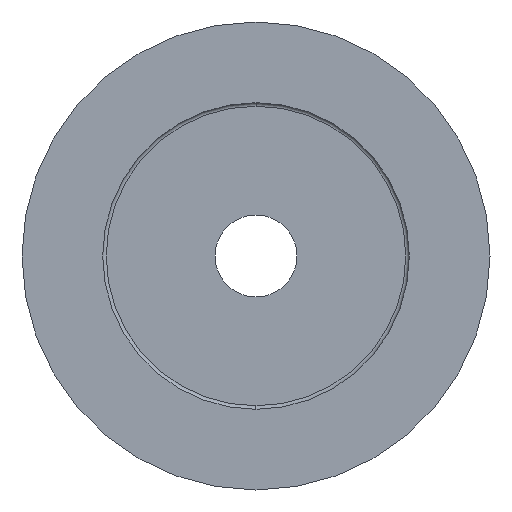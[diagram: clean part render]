
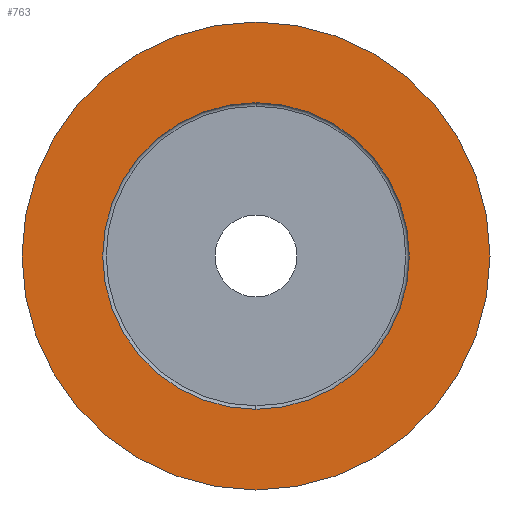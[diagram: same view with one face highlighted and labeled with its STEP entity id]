
A CAD part, left-side view. The second image highlights one B-rep face of the part: STEP entity #763.
In plain terms, the highlighted planar face has unit normal (-1, 0, 0).
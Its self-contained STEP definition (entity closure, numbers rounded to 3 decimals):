
#3 = EDGE_CURVE ( 'NONE', #421, #161, #478, .T. ) ;
#28 = DIRECTION ( 'NONE',  ( 0., 0., -1. ) ) ;
#48 = ORIENTED_EDGE ( 'NONE', *, *, #3, .F. ) ;
#52 = CIRCLE ( 'NONE', #64, 13.1 ) ;
#64 = AXIS2_PLACEMENT_3D ( 'NONE', #333, #485, #462 ) ;
#72 = AXIS2_PLACEMENT_3D ( 'NONE', #444, #859, #845 ) ;
#133 = EDGE_CURVE ( 'NONE', #161, #421, #52, .T. ) ;
#138 = CARTESIAN_POINT ( 'NONE',  ( 0., 0., 13.1 ) ) ;
#142 = AXIS2_PLACEMENT_3D ( 'NONE', #807, #853, #586 ) ;
#161 = VERTEX_POINT ( 'NONE', #268 ) ;
#166 = ORIENTED_EDGE ( 'NONE', *, *, #208, .T. ) ;
#191 = CARTESIAN_POINT ( 'NONE',  ( 0., 0., -20. ) ) ;
#208 = EDGE_CURVE ( 'NONE', #315, #331, #487, .T. ) ;
#212 = FACE_BOUND ( 'NONE', #883, .T. ) ;
#213 = CIRCLE ( 'NONE', #663, 20. ) ;
#268 = CARTESIAN_POINT ( 'NONE',  ( 0., 0., -13.1 ) ) ;
#292 = EDGE_LOOP ( 'NONE', ( #498, #166 ) ) ;
#315 = VERTEX_POINT ( 'NONE', #191 ) ;
#331 = VERTEX_POINT ( 'NONE', #609 ) ;
#333 = CARTESIAN_POINT ( 'NONE',  ( 0., 0., 0. ) ) ;
#384 = AXIS2_PLACEMENT_3D ( 'NONE', #492, #649, #28 ) ;
#420 = CARTESIAN_POINT ( 'NONE',  ( 0., 0., 0. ) ) ;
#421 = VERTEX_POINT ( 'NONE', #138 ) ;
#435 = EDGE_CURVE ( 'NONE', #331, #315, #213, .T. ) ;
#444 = CARTESIAN_POINT ( 'NONE',  ( 0., 0., 0. ) ) ;
#445 = FACE_OUTER_BOUND ( 'NONE', #292, .T. ) ;
#462 = DIRECTION ( 'NONE',  ( 0., 0., 1. ) ) ;
#478 = CIRCLE ( 'NONE', #142, 13.1 ) ;
#485 = DIRECTION ( 'NONE',  ( -1., 0., 0. ) ) ;
#487 = CIRCLE ( 'NONE', #72, 20. ) ;
#492 = CARTESIAN_POINT ( 'NONE',  ( 0., 13.1, 0. ) ) ;
#496 = ORIENTED_EDGE ( 'NONE', *, *, #133, .F. ) ;
#498 = ORIENTED_EDGE ( 'NONE', *, *, #435, .T. ) ;
#586 = DIRECTION ( 'NONE',  ( 0., 0., 1. ) ) ;
#609 = CARTESIAN_POINT ( 'NONE',  ( 0., 0., 20. ) ) ;
#629 = PLANE ( 'NONE',  #384 ) ;
#648 = DIRECTION ( 'NONE',  ( -1., 0., 0. ) ) ;
#649 = DIRECTION ( 'NONE',  ( 1., 0., 0. ) ) ;
#663 = AXIS2_PLACEMENT_3D ( 'NONE', #420, #648, #868 ) ;
#763 = ADVANCED_FACE ( 'NONE', ( #212, #445 ), #629, .F. ) ;
#807 = CARTESIAN_POINT ( 'NONE',  ( 0., 0., 0. ) ) ;
#845 = DIRECTION ( 'NONE',  ( 0., 0., 1. ) ) ;
#853 = DIRECTION ( 'NONE',  ( -1., 0., 0. ) ) ;
#859 = DIRECTION ( 'NONE',  ( -1., 0., 0. ) ) ;
#868 = DIRECTION ( 'NONE',  ( 0., 0., 1. ) ) ;
#883 = EDGE_LOOP ( 'NONE', ( #48, #496 ) ) ;
